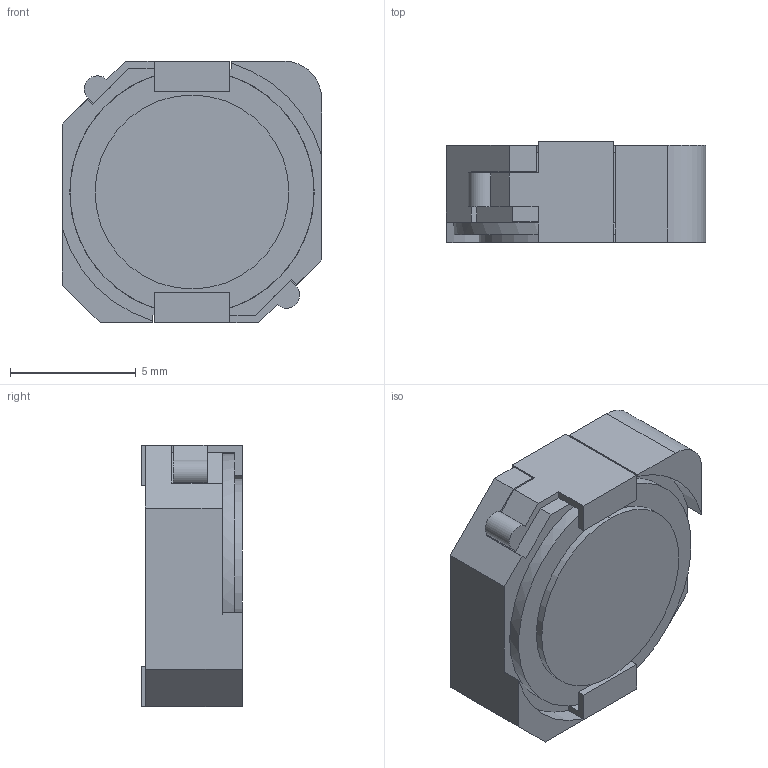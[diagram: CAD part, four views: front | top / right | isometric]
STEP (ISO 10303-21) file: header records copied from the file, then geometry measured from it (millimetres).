
FILE_DESCRIPTION (( 'STEP AP214' ), '1' );
FILE_NAME ('Triad Magnetics-AX104R-6R8.STEP', '2015-02-10T12:05:44', ( 'Windows User' ), ( '' ), 'SwSTEP 2.0', 'SolidWorks 2015', '' );
FILE_SCHEMA (( 'AUTOMOTIVE_DESIGN' ));
Length unit declared in the file: millimetre
Products named in the file (1): Triad Magnetics-AX104R-6R8
Bounding box: 10.3 x 4 x 10.4 mm (x, y, z)
Volume: 360.2 mm3; surface area: 407.4 mm2
Topology: 1 solids, 1 shells, 285 faces, 776 edges, 512 vertices
Faces by surface type: plane 219, bspline 49, cylinder 17
Entity records: 14635 total; most frequent: CARTESIAN_POINT 4671, ORIENTED_EDGE 1552, DIRECTION 1206, EDGE_CURVE 776, LINE 624, VECTOR 624, VERTEX_POINT 512, EDGE_LOOP 308
